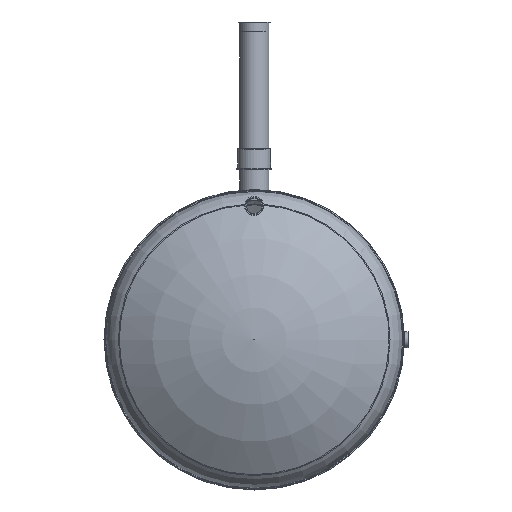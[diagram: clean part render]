
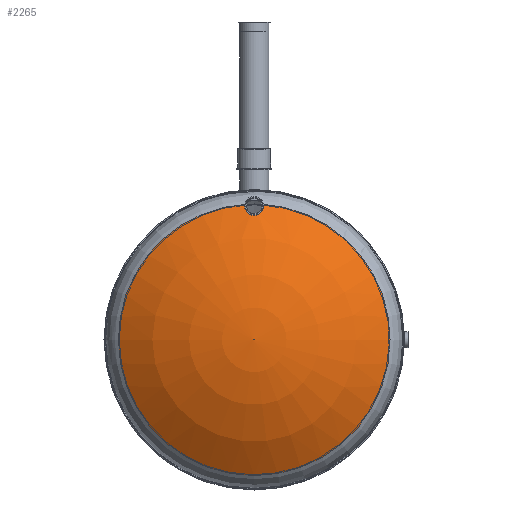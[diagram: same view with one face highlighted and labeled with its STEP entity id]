
A CAD part, front view. The second image highlights one B-rep face of the part: STEP entity #2265.
In plain terms, the highlighted toroidal (fillet/blend) face has major radius 3.933 mm and minor radius 1600 mm.
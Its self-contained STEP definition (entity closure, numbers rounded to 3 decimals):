
#321=VERTEX_LOOP('',#1412);
#323=DEGENERATE_TOROIDAL_SURFACE('',#2584,3.933,1600.,.F.);
#487=B_SPLINE_CURVE_WITH_KNOTS('',3,(#3892,#3893,#3894,#3895,#3896,#3897,
#3898,#3899,#3900,#3901,#3902,#3903,#3904,#3905,#3906,#3907,#3908,#3909,
#3910,#3911,#3912,#3913,#3914,#3915,#3916,#3917,#3918,#3919,#3920,#3921,
#3922,#3923,#3924),.UNSPECIFIED.,.F.,.F.,(4,1,1,1,1,1,1,1,1,1,1,1,1,1,1,
1,1,1,1,1,1,1,1,1,1,1,1,1,1,1,4),(0.,0.014,
0.021,0.027,0.034,0.041,
0.048,0.055,0.062,0.069,
0.075,0.082,0.089,0.093,
0.096,0.103,0.11,0.117,
0.123,0.13,0.137,0.151,
0.158,0.164,0.178,0.185,
0.192,0.199,0.206,0.212,
0.219),.UNSPECIFIED.);
#534=ORIENTED_EDGE('',*,*,#1111,.F.);
#535=ORIENTED_EDGE('',*,*,#1112,.T.);
#1111=EDGE_CURVE('',#1410,#1411,#1627,.T.);
#1112=EDGE_CURVE('',#1410,#1411,#487,.T.);
#1410=VERTEX_POINT('',#3890);
#1411=VERTEX_POINT('',#3891);
#1412=VERTEX_POINT('',#3925);
#1627=CIRCLE('',#2585,923.143);
#1793=EDGE_LOOP('',(#534,#535));
#2006=FACE_BOUND('',#1793,.T.);
#2007=FACE_BOUND('',#321,.T.);
#2265=ADVANCED_FACE('',(#2006,#2007),#323,.F.);
#2584=AXIS2_PLACEMENT_3D('',#3888,#2941,#2942);
#2585=AXIS2_PLACEMENT_3D('',#3889,#2943,#2944);
#2941=DIRECTION('',(0.,0.,-1.));
#2942=DIRECTION('',(-1.,0.,0.));
#2943=DIRECTION('',(0.,0.,-1.));
#2944=DIRECTION('',(-1.,0.,0.));
#3888=CARTESIAN_POINT('',(0.,0.,-1239.989));
#3889=CARTESIAN_POINT('',(0.,0.,64.055));
#3890=CARTESIAN_POINT('',(53.657,921.582,64.055));
#3891=CARTESIAN_POINT('',(-53.657,921.582,64.055));
#3892=CARTESIAN_POINT('',(53.657,921.582,64.055));
#3893=CARTESIAN_POINT('',(54.498,917.846,66.672));
#3894=CARTESIAN_POINT('',(55.154,912.23,70.594));
#3895=CARTESIAN_POINT('',(54.89,904.729,75.808));
#3896=CARTESIAN_POINT('',(54.105,899.076,79.727));
#3897=CARTESIAN_POINT('',(52.72,893.479,83.595));
#3898=CARTESIAN_POINT('',(50.764,888.074,87.321));
#3899=CARTESIAN_POINT('',(48.224,882.834,90.922));
#3900=CARTESIAN_POINT('',(45.051,877.755,94.403));
#3901=CARTESIAN_POINT('',(41.246,872.944,97.693));
#3902=CARTESIAN_POINT('',(36.899,868.554,100.688));
#3903=CARTESIAN_POINT('',(31.909,864.546,103.416));
#3904=CARTESIAN_POINT('',(26.367,861.085,105.768));
#3905=CARTESIAN_POINT('',(21.408,858.753,107.35));
#3906=CARTESIAN_POINT('',(17.209,857.225,108.386));
#3907=CARTESIAN_POINT('',(12.824,855.93,109.263));
#3908=CARTESIAN_POINT('',(7.191,854.829,110.008));
#3909=CARTESIAN_POINT('',(0.348,854.354,110.329));
#3910=CARTESIAN_POINT('',(-6.668,854.759,110.055));
#3911=CARTESIAN_POINT('',(-13.386,856.008,109.21));
#3912=CARTESIAN_POINT('',(-19.931,858.089,107.8));
#3913=CARTESIAN_POINT('',(-27.999,861.801,105.282));
#3914=CARTESIAN_POINT('',(-35.139,866.826,101.867));
#3915=CARTESIAN_POINT('',(-41.015,872.682,97.872));
#3916=CARTESIAN_POINT('',(-46.156,879.11,93.477));
#3917=CARTESIAN_POINT('',(-49.995,886.002,88.748));
#3918=CARTESIAN_POINT('',(-52.682,893.348,83.686));
#3919=CARTESIAN_POINT('',(-54.071,898.913,79.84));
#3920=CARTESIAN_POINT('',(-54.874,904.54,75.94));
#3921=CARTESIAN_POINT('',(-55.094,910.247,71.973));
#3922=CARTESIAN_POINT('',(-54.72,915.951,67.995));
#3923=CARTESIAN_POINT('',(-54.078,919.71,65.366));
#3924=CARTESIAN_POINT('',(-53.657,921.582,64.055));
#3925=CARTESIAN_POINT('',(0.,0.,360.006));
